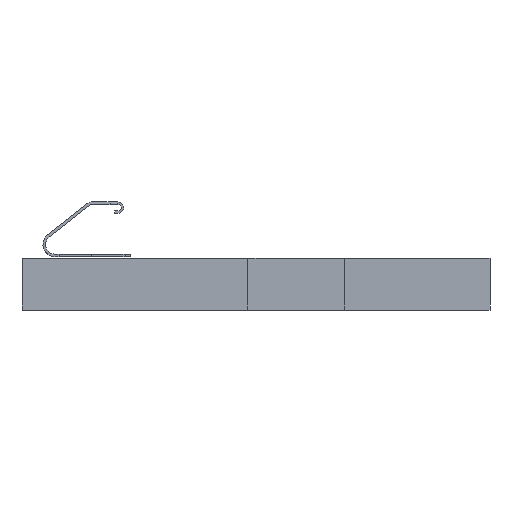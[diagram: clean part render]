
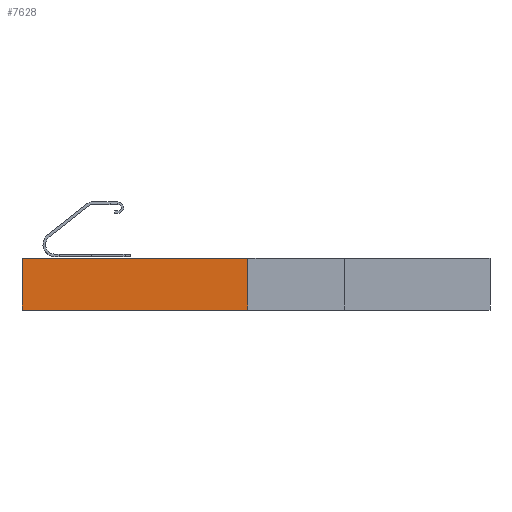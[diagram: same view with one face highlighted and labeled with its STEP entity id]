
A CAD part, front view. The second image highlights one B-rep face of the part: STEP entity #7628.
In plain terms, the highlighted planar face has unit normal (0, -1, 0).
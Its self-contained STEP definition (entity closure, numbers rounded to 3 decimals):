
#3771 = PLANE('',#3772);
#3772 = AXIS2_PLACEMENT_3D('',#3773,#3774,#3775);
#3773 = CARTESIAN_POINT('',(-1.131,0.296,1.6));
#3774 = DIRECTION('',(0.,0.,1.));
#3775 = DIRECTION('',(1.,0.,0.));
#3799 = PLANE('',#3800);
#3800 = AXIS2_PLACEMENT_3D('',#3801,#3802,#3803);
#3801 = CARTESIAN_POINT('',(-7.25,62.,0.));
#3802 = DIRECTION('',(1.,0.,0.));
#3803 = DIRECTION('',(0.,-1.,0.));
#3825 = PLANE('',#3826);
#3826 = AXIS2_PLACEMENT_3D('',#3827,#3828,#3829);
#3827 = CARTESIAN_POINT('',(-1.131,0.296,0.));
#3828 = DIRECTION('',(0.,0.,1.));
#3829 = DIRECTION('',(1.,0.,0.));
#3918 = VERTEX_POINT('',#3919);
#3919 = CARTESIAN_POINT('',(-7.25,-62.,1.6));
#3940 = EDGE_CURVE('',#3941,#3918,#3943,.T.);
#3941 = VERTEX_POINT('',#3942);
#3942 = CARTESIAN_POINT('',(-7.25,-62.,0.));
#3943 = SURFACE_CURVE('',#3944,(#3948,#3955),.PCURVE_S1.);
#3944 = LINE('',#3945,#3946);
#3945 = CARTESIAN_POINT('',(-7.25,-62.,0.));
#3946 = VECTOR('',#3947,1.);
#3947 = DIRECTION('',(0.,0.,1.));
#3948 = PCURVE('',#3799,#3949);
#3949 = DEFINITIONAL_REPRESENTATION('',(#3950),#3954);
#3950 = LINE('',#3951,#3952);
#3951 = CARTESIAN_POINT('',(124.,0.));
#3952 = VECTOR('',#3953,1.);
#3953 = DIRECTION('',(0.,-1.));
#3954 = ( GEOMETRIC_REPRESENTATION_CONTEXT(2) 
PARAMETRIC_REPRESENTATION_CONTEXT() REPRESENTATION_CONTEXT('2D SPACE',''
  ) );
#3955 = PCURVE('',#3956,#3961);
#3956 = PLANE('',#3957);
#3957 = AXIS2_PLACEMENT_3D('',#3958,#3959,#3960);
#3958 = CARTESIAN_POINT('',(-7.25,-62.,0.));
#3959 = DIRECTION('',(0.,1.,0.));
#3960 = DIRECTION('',(1.,0.,0.));
#3961 = DEFINITIONAL_REPRESENTATION('',(#3962),#3966);
#3962 = LINE('',#3963,#3964);
#3963 = CARTESIAN_POINT('',(0.,0.));
#3964 = VECTOR('',#3965,1.);
#3965 = DIRECTION('',(0.,-1.));
#3966 = ( GEOMETRIC_REPRESENTATION_CONTEXT(2) 
PARAMETRIC_REPRESENTATION_CONTEXT() REPRESENTATION_CONTEXT('2D SPACE',''
  ) );
#3994 = EDGE_CURVE('',#3941,#3995,#3997,.T.);
#3995 = VERTEX_POINT('',#3996);
#3996 = CARTESIAN_POINT('',(-0.25,-62.,0.));
#3997 = SURFACE_CURVE('',#3998,(#4002,#4009),.PCURVE_S1.);
#3998 = LINE('',#3999,#4000);
#3999 = CARTESIAN_POINT('',(-7.25,-62.,0.));
#4000 = VECTOR('',#4001,1.);
#4001 = DIRECTION('',(1.,0.,0.));
#4002 = PCURVE('',#3825,#4003);
#4003 = DEFINITIONAL_REPRESENTATION('',(#4004),#4008);
#4004 = LINE('',#4005,#4006);
#4005 = CARTESIAN_POINT('',(-6.119,-62.296));
#4006 = VECTOR('',#4007,1.);
#4007 = DIRECTION('',(1.,0.));
#4008 = ( GEOMETRIC_REPRESENTATION_CONTEXT(2) 
PARAMETRIC_REPRESENTATION_CONTEXT() REPRESENTATION_CONTEXT('2D SPACE',''
  ) );
#4009 = PCURVE('',#3956,#4010);
#4010 = DEFINITIONAL_REPRESENTATION('',(#4011),#4015);
#4011 = LINE('',#4012,#4013);
#4012 = CARTESIAN_POINT('',(0.,0.));
#4013 = VECTOR('',#4014,1.);
#4014 = DIRECTION('',(1.,0.));
#4015 = ( GEOMETRIC_REPRESENTATION_CONTEXT(2) 
PARAMETRIC_REPRESENTATION_CONTEXT() REPRESENTATION_CONTEXT('2D SPACE',''
  ) );
#4033 = PLANE('',#4034);
#4034 = AXIS2_PLACEMENT_3D('',#4035,#4036,#4037);
#4035 = CARTESIAN_POINT('',(-0.25,-62.,0.));
#4036 = DIRECTION('',(-1.,0.,0.));
#4037 = DIRECTION('',(0.,1.,0.));
#5958 = EDGE_CURVE('',#3918,#5959,#5961,.T.);
#5959 = VERTEX_POINT('',#5960);
#5960 = CARTESIAN_POINT('',(-0.25,-62.,1.6));
#5961 = SURFACE_CURVE('',#5962,(#5966,#5973),.PCURVE_S1.);
#5962 = LINE('',#5963,#5964);
#5963 = CARTESIAN_POINT('',(-7.25,-62.,1.6));
#5964 = VECTOR('',#5965,1.);
#5965 = DIRECTION('',(1.,0.,0.));
#5966 = PCURVE('',#3771,#5967);
#5967 = DEFINITIONAL_REPRESENTATION('',(#5968),#5972);
#5968 = LINE('',#5969,#5970);
#5969 = CARTESIAN_POINT('',(-6.119,-62.296));
#5970 = VECTOR('',#5971,1.);
#5971 = DIRECTION('',(1.,0.));
#5972 = ( GEOMETRIC_REPRESENTATION_CONTEXT(2) 
PARAMETRIC_REPRESENTATION_CONTEXT() REPRESENTATION_CONTEXT('2D SPACE',''
  ) );
#5973 = PCURVE('',#3956,#5974);
#5974 = DEFINITIONAL_REPRESENTATION('',(#5975),#5979);
#5975 = LINE('',#5976,#5977);
#5976 = CARTESIAN_POINT('',(0.,-1.6));
#5977 = VECTOR('',#5978,1.);
#5978 = DIRECTION('',(1.,0.));
#5979 = ( GEOMETRIC_REPRESENTATION_CONTEXT(2) 
PARAMETRIC_REPRESENTATION_CONTEXT() REPRESENTATION_CONTEXT('2D SPACE',''
  ) );
#7628 = ADVANCED_FACE('',(#7629),#3956,.F.);
#7629 = FACE_BOUND('',#7630,.F.);
#7630 = EDGE_LOOP('',(#7631,#7632,#7633,#7654));
#7631 = ORIENTED_EDGE('',*,*,#3940,.T.);
#7632 = ORIENTED_EDGE('',*,*,#5958,.T.);
#7633 = ORIENTED_EDGE('',*,*,#7634,.F.);
#7634 = EDGE_CURVE('',#3995,#5959,#7635,.T.);
#7635 = SURFACE_CURVE('',#7636,(#7640,#7647),.PCURVE_S1.);
#7636 = LINE('',#7637,#7638);
#7637 = CARTESIAN_POINT('',(-0.25,-62.,0.));
#7638 = VECTOR('',#7639,1.);
#7639 = DIRECTION('',(0.,0.,1.));
#7640 = PCURVE('',#3956,#7641);
#7641 = DEFINITIONAL_REPRESENTATION('',(#7642),#7646);
#7642 = LINE('',#7643,#7644);
#7643 = CARTESIAN_POINT('',(7.,0.));
#7644 = VECTOR('',#7645,1.);
#7645 = DIRECTION('',(0.,-1.));
#7646 = ( GEOMETRIC_REPRESENTATION_CONTEXT(2) 
PARAMETRIC_REPRESENTATION_CONTEXT() REPRESENTATION_CONTEXT('2D SPACE',''
  ) );
#7647 = PCURVE('',#4033,#7648);
#7648 = DEFINITIONAL_REPRESENTATION('',(#7649),#7653);
#7649 = LINE('',#7650,#7651);
#7650 = CARTESIAN_POINT('',(0.,0.));
#7651 = VECTOR('',#7652,1.);
#7652 = DIRECTION('',(0.,-1.));
#7653 = ( GEOMETRIC_REPRESENTATION_CONTEXT(2) 
PARAMETRIC_REPRESENTATION_CONTEXT() REPRESENTATION_CONTEXT('2D SPACE',''
  ) );
#7654 = ORIENTED_EDGE('',*,*,#3994,.F.);
